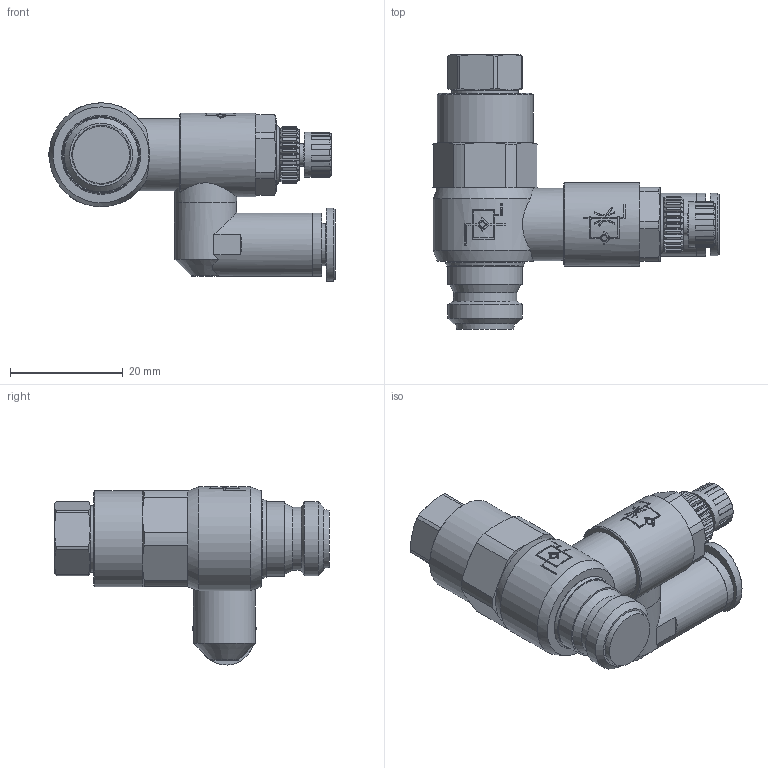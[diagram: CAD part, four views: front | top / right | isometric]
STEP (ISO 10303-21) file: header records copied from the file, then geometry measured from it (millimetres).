
FILE_DESCRIPTION((''),'2;1');
FILE_NAME('GNSP 06G02.stp','2019-04-04T14:38:37',('user'),(''),'Autodesk Inventor 2013','Autodesk Inventor 2013','');
FILE_SCHEMA(('AUTOMOTIVE_DESIGN { 1 0 10303 214 1 1 1 1 }'));
Length unit declared in the file: millimetre
Products named in the file (15): GNSP 06G02; GNSP BODY 0602(PLASTIC); GNPL PLASTIC ASSY 06; GNPL BODY 06(PLASTIC); G-COLLAR 06L; COLLAR G06L; SLEEVE G06; GNSP BRASS ASSY G02(EPNI); GNSP BODY G02(BRASS); P-CHECK BODY G02(BRASS); P-NSE BRASS ASSY 02(EPNI); P-NSE BODY 02(BRASS); P-NEEDLE 02(BRASS); LOCK NUT 01; HANDLE 02(PLASTIC)
Assembly tree (14 placements, depth 4):
  GNSP 06G02
    GNSP BODY 0602(PLASTIC)
    GNPL PLASTIC ASSY 06
      GNPL BODY 06(PLASTIC)
      G-COLLAR 06L
        COLLAR G06L
        SLEEVE G06
    GNSP BRASS ASSY G02(EPNI)
      GNSP BODY G02(BRASS)
      P-CHECK BODY G02(BRASS)
    P-NSE BRASS ASSY 02(EPNI)
      P-NSE BODY 02(BRASS)
      P-NEEDLE 02(BRASS)
      LOCK NUT 01
      HANDLE 02(PLASTIC)
Bounding box: 50.69 x 48.7 x 31.56 mm (x, y, z)
Volume: 15880.8 mm3; surface area: 7926.1 mm2
Topology: 11 solids, 11 shells, 698 faces, 1837 edges, 1194 vertices
Faces by surface type: plane 424, cylinder 101, cone 98, bspline 73, torus 2
Full cylindrical faces by diameter (mm): 0.6 x1, 2.6 x1, 4 x1, 6.2 x2, 7.5 x1, 8 x1, 8.566 x1, 11 x2, 11.2 x3, 11.8 x1, 12.8 x1, 13.157 x1, 13.2 x1, 13.5 x1, 14 x1, 14.8 x1, 17 x1
Entity records: 29397 total; most frequent: CARTESIAN_POINT 13069, ORIENTED_EDGE 3558, DIRECTION 3020, EDGE_CURVE 1779, VERTEX_POINT 1177, AXIS2_PLACEMENT_3D 1040, VECTOR 940, LINE 940
